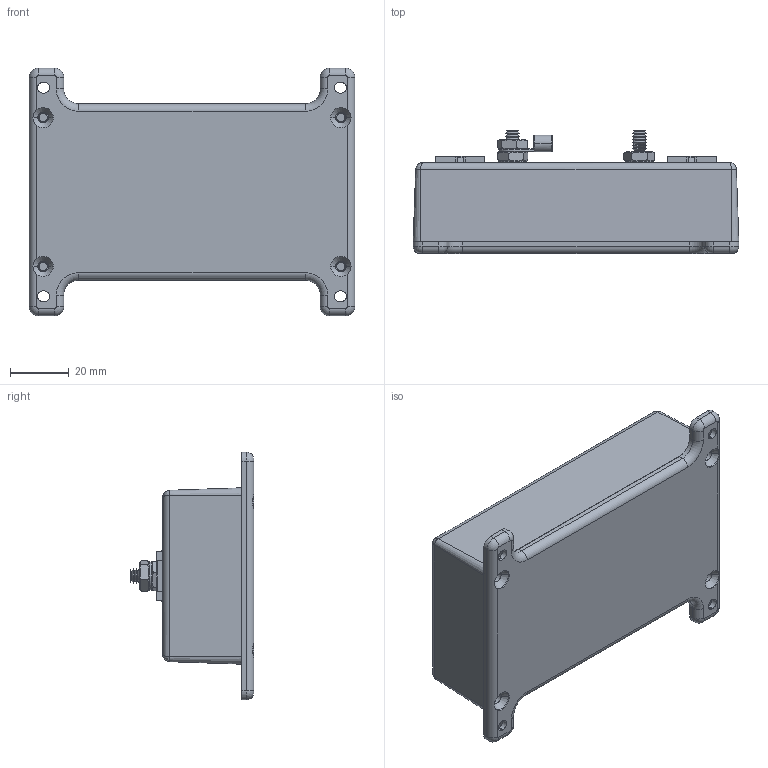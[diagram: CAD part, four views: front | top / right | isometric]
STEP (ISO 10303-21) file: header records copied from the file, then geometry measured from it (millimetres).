
FILE_DESCRIPTION (( 'STEP AP214' ), '1' );
FILE_NAME ('HGLN-CATx-HP.STEP', '2019-01-24T15:51:44', ( '' ), ( '' ), 'SwSTEP 2.0', 'SolidWorks 2017', '' );
FILE_SCHEMA (( 'AUTOMOTIVE_DESIGN' ));
Length unit declared in the file: inch
Products named in the file (8): XFN-0003; XF377-01; XFW-0002; BT-CATX-P1-HP-MA1; HGLN-CATx-HP; XF378-01_Standard; X557969-1; XCT-0005
Assembly tree (12 placements, depth 2):
  HGLN-CATx-HP
    XF377-01
    XF378-01_Standard
    X557969-1  x2
    XCT-0005
    XFN-0003  x3
    XFW-0002  x2
    BT-CATX-P1-HP-MA1  x2
Bounding box: 111.15 x 42.16 x 84.58 mm (x, y, z)
Volume: 45203 mm3; surface area: 55506.9 mm2
Topology: 12 solids, 12 shells, 1379 faces, 3703 edges, 2363 vertices
Faces by surface type: plane 795, cylinder 331, cone 192, torus 55, bspline 6
Entity records: 31795 total; most frequent: CARTESIAN_POINT 7568, DIRECTION 4491, ORIENTED_EDGE 4460, EDGE_CURVE 2230, AXIS2_PLACEMENT_3D 1498, VECTOR 1495, LINE 1495, VERTEX_POINT 1419
